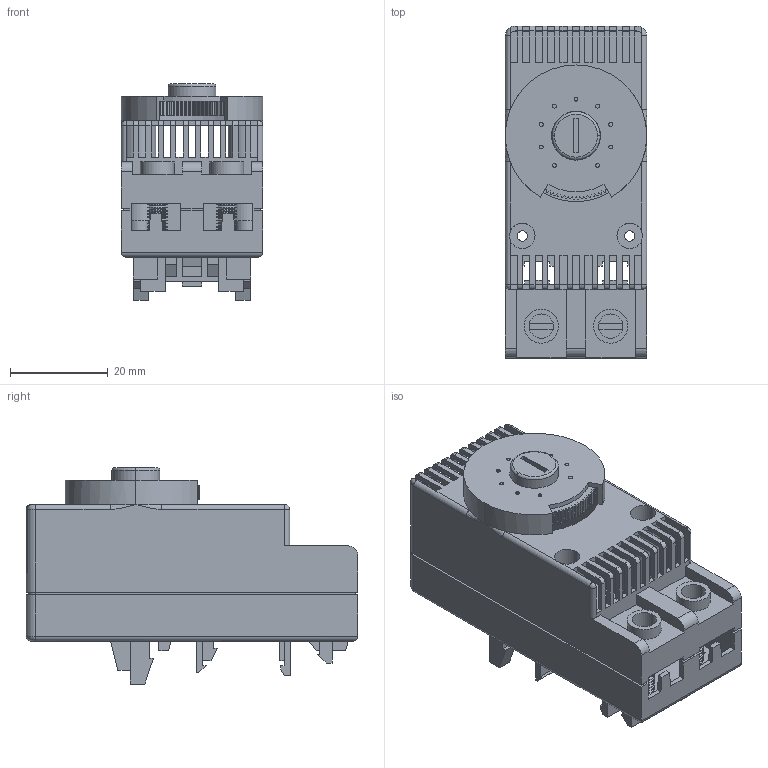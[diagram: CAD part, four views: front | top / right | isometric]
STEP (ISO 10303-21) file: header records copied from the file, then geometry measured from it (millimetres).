
FILE_DESCRIPTION (( 'STEP AP203' ), '1' );
FILE_NAME ('R5TMS01.step', '2011-04-08T07:57:45', ( 'User' ), ( 'DKC' ), 'SwSTEP 2.0', 'SolidWorks 2011', '' );
FILE_SCHEMA (( 'CONFIG_CONTROL_DESIGN' ));
Length unit declared in the file: millimetre
Products named in the file (5): R5TMS01; ISO 1207 - M4 x 10 --- 10S_ISO 1207 - M4 x 10 --- 10S; Tapping screw DIN 7982-ST2.2x9.5-C-H-S_Tapping screw DIN 7982-ST2.2x9.5-C-H-S; roll; Termostat R5TMS01
Assembly tree (5 placements, depth 2):
  R5TMS01
    roll
    Tapping screw DIN 7982-ST2.2x9.5-C-H-S_Tapping screw DIN 7982-ST2.2x9.5-C-H-S
    Termostat R5TMS01
    ISO 1207 - M4 x 10 --- 10S_ISO 1207 - M4 x 10 --- 10S  x2
Bounding box: 29 x 68 x 44.3 mm (x, y, z)
Volume: 11824 mm3; surface area: 22287.4 mm2
Topology: 5 solids, 5 shells, 989 faces, 2869 edges, 1853 vertices
Faces by surface type: plane 542, cylinder 275, cone 152, torus 10, bspline 8, sphere 2
Entity records: 30395 total; most frequent: CARTESIAN_POINT 5515, ORIENTED_EDGE 5234, DIRECTION 5004, EDGE_CURVE 2617, LINE 1972, VECTOR 1972, VERTEX_POINT 1699, AXIS2_PLACEMENT_3D 1516
